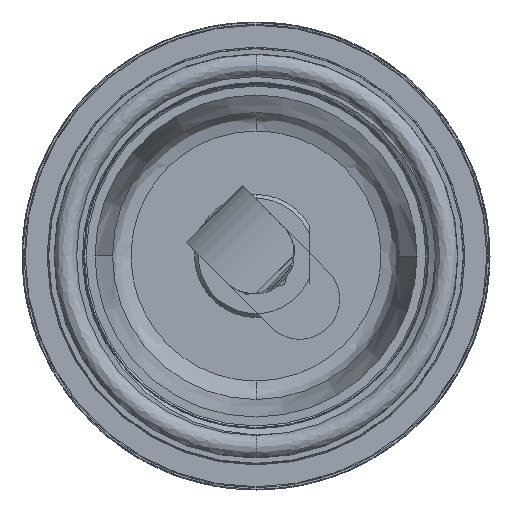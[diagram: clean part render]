
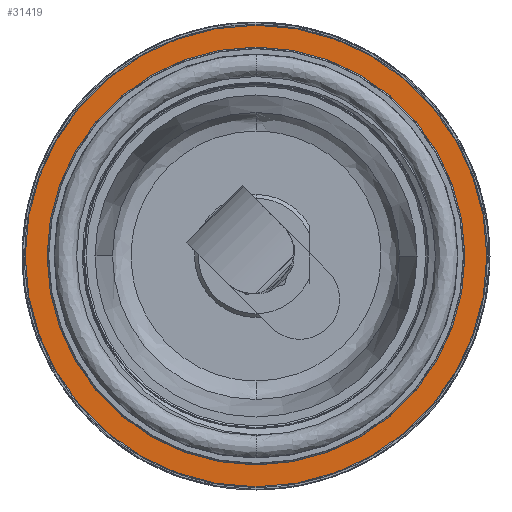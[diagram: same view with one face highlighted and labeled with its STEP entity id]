
A CAD part, front view. The second image highlights one B-rep face of the part: STEP entity #31419.
In plain terms, the highlighted planar face has unit normal (0, -1, 0).
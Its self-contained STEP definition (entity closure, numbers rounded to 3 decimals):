
#1423 = CARTESIAN_POINT ( 'NONE',  ( 0., 0., 0. ) ) ;
#2738 = CARTESIAN_POINT ( 'NONE',  ( 0., 0., 0. ) ) ;
#7132 = EDGE_LOOP ( 'NONE', ( #66799, #53232 ) ) ;
#8786 = ORIENTED_EDGE ( 'NONE', *, *, #47053, .T. ) ;
#10707 = CIRCLE ( 'NONE', #30894, 18.2 ) ;
#14865 = FACE_BOUND ( 'NONE', #7132, .T. ) ;
#16514 = VERTEX_POINT ( 'NONE', #48710 ) ;
#18058 = DIRECTION ( 'NONE',  ( 0., -1., 0. ) ) ;
#20403 = FACE_OUTER_BOUND ( 'NONE', #65919, .T. ) ;
#21342 = DIRECTION ( 'NONE',  ( 0., 0., -1. ) ) ;
#21897 = VERTEX_POINT ( 'NONE', #50664 ) ;
#24755 = DIRECTION ( 'NONE',  ( 0., 0., -1. ) ) ;
#30424 = DIRECTION ( 'NONE',  ( 0., 0., -1. ) ) ;
#30894 = AXIS2_PLACEMENT_3D ( 'NONE', #1423, #18058, #24755 ) ;
#31419 = ADVANCED_FACE ( 'NONE', ( #14865, #20403 ), #38954, .T. ) ;
#33212 = DIRECTION ( 'NONE',  ( 0., 1., 0. ) ) ;
#34145 = DIRECTION ( 'NONE',  ( 0., 1., 0. ) ) ;
#34507 = CIRCLE ( 'NONE', #35727, 16.47 ) ;
#35669 = CIRCLE ( 'NONE', #60910, 18.2 ) ;
#35727 = AXIS2_PLACEMENT_3D ( 'NONE', #71305, #34145, #64953 ) ;
#36636 = VERTEX_POINT ( 'NONE', #71883 ) ;
#36739 = EDGE_CURVE ( 'NONE', #16514, #36636, #10707, .T. ) ;
#38954 = PLANE ( 'NONE',  #55873 ) ;
#45329 = DIRECTION ( 'NONE',  ( 0., -1., 0. ) ) ;
#45602 = DIRECTION ( 'NONE',  ( 0., 0., -1. ) ) ;
#47053 = EDGE_CURVE ( 'NONE', #36636, #16514, #35669, .T. ) ;
#48710 = CARTESIAN_POINT ( 'NONE',  ( 0., 0., 18.2 ) ) ;
#48936 = EDGE_CURVE ( 'NONE', #58952, #21897, #34507, .T. ) ;
#50215 = ORIENTED_EDGE ( 'NONE', *, *, #36739, .T. ) ;
#50664 = CARTESIAN_POINT ( 'NONE',  ( 0., 0., -16.47 ) ) ;
#52787 = AXIS2_PLACEMENT_3D ( 'NONE', #2738, #33212, #21342 ) ;
#53232 = ORIENTED_EDGE ( 'NONE', *, *, #48936, .T. ) ;
#55873 = AXIS2_PLACEMENT_3D ( 'NONE', #56416, #45329, #30424 ) ;
#56416 = CARTESIAN_POINT ( 'NONE',  ( 18.2, 0., 0. ) ) ;
#57871 = DIRECTION ( 'NONE',  ( 0., -1., 0. ) ) ;
#58952 = VERTEX_POINT ( 'NONE', #59264 ) ;
#59264 = CARTESIAN_POINT ( 'NONE',  ( 0., 0., 16.47 ) ) ;
#60910 = AXIS2_PLACEMENT_3D ( 'NONE', #76833, #57871, #45602 ) ;
#64953 = DIRECTION ( 'NONE',  ( 0., 0., -1. ) ) ;
#65919 = EDGE_LOOP ( 'NONE', ( #8786, #50215 ) ) ;
#66779 = CIRCLE ( 'NONE', #52787, 16.47 ) ;
#66799 = ORIENTED_EDGE ( 'NONE', *, *, #69986, .T. ) ;
#69986 = EDGE_CURVE ( 'NONE', #21897, #58952, #66779, .T. ) ;
#71305 = CARTESIAN_POINT ( 'NONE',  ( 0., 0., 0. ) ) ;
#71883 = CARTESIAN_POINT ( 'NONE',  ( 0., 0., -18.2 ) ) ;
#76833 = CARTESIAN_POINT ( 'NONE',  ( 0., 0., 0. ) ) ;
